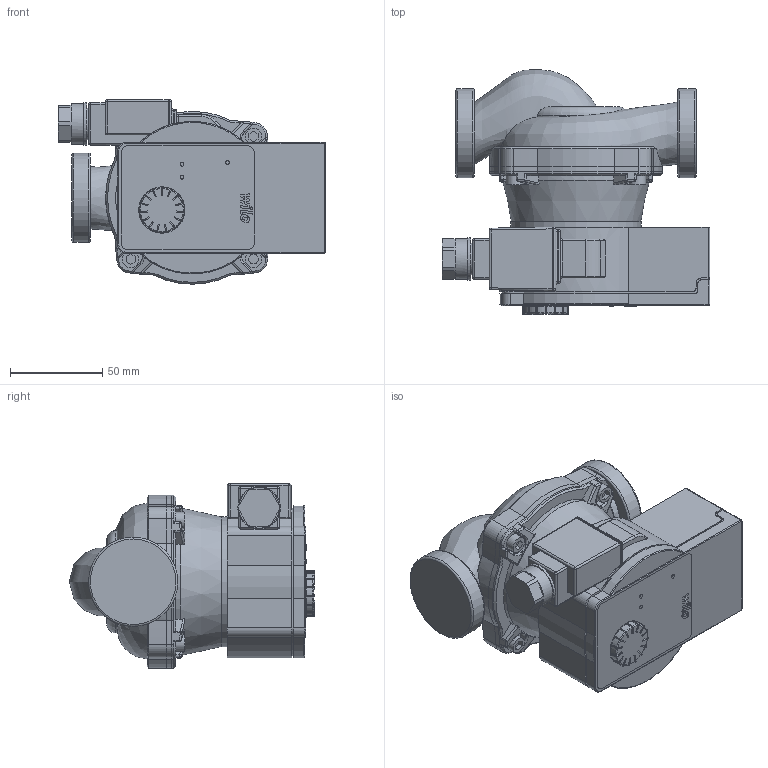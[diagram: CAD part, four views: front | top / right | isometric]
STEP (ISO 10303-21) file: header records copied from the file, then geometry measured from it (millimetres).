
FILE_DESCRIPTION(/* description */ (''),/* implementation_level */ '2;1');
FILE_NAME(/* name */ '3d_YONOSPICO25_1-5-130-(ROW)-4215522.stp',/* time_stamp */ '2017-09-25T15:10:11+02:00',/* author */ ('Andrzej'),/* organization */ (''),/* preprocessor_version */ 'ST-DEVELOPER v16.13',/* originating_system */ 'AutoCAD Mechanical',/* authorisation */ '');
FILE_SCHEMA (('AUTOMOTIVE_DESIGN { 1 0 10303 214 3 1 1 }'));
Length unit declared in the file: millimetre
Products named in the file (1): Product
Bounding box: 144.9 x 132.75 x 99.75 mm (x, y, z)
Volume: 808189.1 mm3; surface area: 118228.4 mm2
Topology: 10 solids, 10 shells, 637 faces, 1719 edges, 1092 vertices
Faces by surface type: plane 272, cylinder 171, bspline 70, cone 51, torus 45, sphere 28
Full cylindrical faces by diameter (mm): 2 x3, 9 x4, 17 x1, 22 x1, 23 x1, 25 x1, 48.3 x2, 70.5 x1
Entity records: 25630 total; most frequent: CARTESIAN_POINT 9973, ORIENTED_EDGE 3338, DIRECTION 3197, EDGE_CURVE 1669, AXIS2_PLACEMENT_3D 1181, VERTEX_POINT 1089, LINE 835, VECTOR 835
